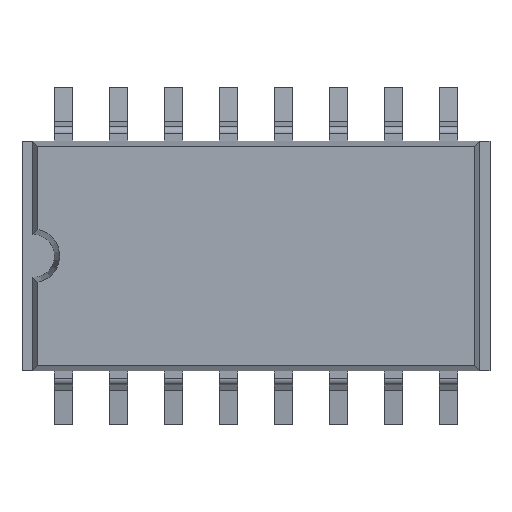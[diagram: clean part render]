
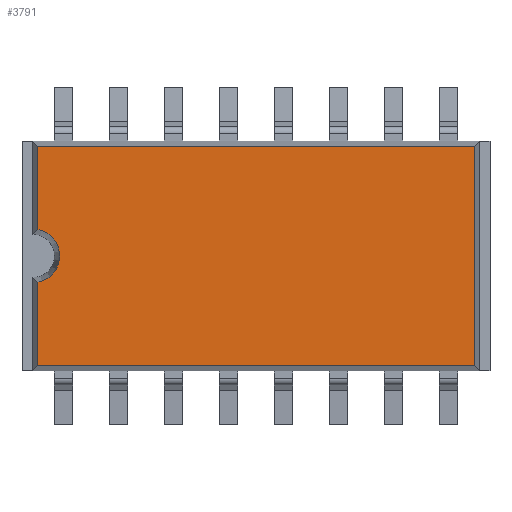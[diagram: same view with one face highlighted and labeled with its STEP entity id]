
A CAD part, top view. The second image highlights one B-rep face of the part: STEP entity #3791.
In plain terms, the highlighted planar face has unit normal (0, 0, 1).
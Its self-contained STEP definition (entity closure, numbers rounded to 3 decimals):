
#115=CIRCLE('',#4093,0.619);
#346=FACE_OUTER_BOUND('',#558,.T.);
#558=EDGE_LOOP('',(#3354,#3355,#3356,#3357,#3358,#3359));
#989=LINE('',#6139,#1447);
#991=LINE('',#6143,#1449);
#1014=LINE('',#6190,#1472);
#1015=LINE('',#6192,#1473);
#1016=LINE('',#6193,#1474);
#1447=VECTOR('',#5052,1000.);
#1449=VECTOR('',#5056,1000.);
#1472=VECTOR('',#5087,1000.);
#1473=VECTOR('',#5088,1000.);
#1474=VECTOR('',#5089,1000.);
#1810=VERTEX_POINT('',#6126);
#1811=VERTEX_POINT('',#6130);
#1813=VERTEX_POINT('',#6138);
#1814=VERTEX_POINT('',#6142);
#1834=VERTEX_POINT('',#6189);
#1835=VERTEX_POINT('',#6191);
#2318=EDGE_CURVE('',#1811,#1810,#115,.T.);
#2321=EDGE_CURVE('',#1813,#1811,#989,.T.);
#2323=EDGE_CURVE('',#1810,#1814,#991,.T.);
#2346=EDGE_CURVE('',#1814,#1834,#1014,.T.);
#2347=EDGE_CURVE('',#1834,#1835,#1015,.T.);
#2348=EDGE_CURVE('',#1835,#1813,#1016,.T.);
#3354=ORIENTED_EDGE('',*,*,#2321,.T.);
#3355=ORIENTED_EDGE('',*,*,#2318,.T.);
#3356=ORIENTED_EDGE('',*,*,#2323,.T.);
#3357=ORIENTED_EDGE('',*,*,#2346,.T.);
#3358=ORIENTED_EDGE('',*,*,#2347,.T.);
#3359=ORIENTED_EDGE('',*,*,#2348,.T.);
#3579=PLANE('',#4099);
#3791=ADVANCED_FACE('',(#346),#3579,.F.);
#4093=AXIS2_PLACEMENT_3D('',#6131,#5047,#5048);
#4099=AXIS2_PLACEMENT_3D('',#6188,#5085,#5086);
#5047=DIRECTION('center_axis',(0.,0.,-1.));
#5048=DIRECTION('ref_axis',(0.,1.,0.));
#5052=DIRECTION('',(0.,-1.,0.));
#5056=DIRECTION('',(0.,-1.,0.));
#5085=DIRECTION('center_axis',(0.,0.,-1.));
#5086=DIRECTION('ref_axis',(0.,1.,0.));
#5087=DIRECTION('',(1.,0.,0.));
#5088=DIRECTION('',(0.,1.,0.));
#5089=DIRECTION('',(-1.,0.,0.));
#6126=CARTESIAN_POINT('',(-5.031,-0.607,1.6));
#6130=CARTESIAN_POINT('',(-5.031,0.607,1.6));
#6131=CARTESIAN_POINT('Origin',(-5.15,0.,1.6));
#6138=CARTESIAN_POINT('',(-5.031,2.531,1.6));
#6139=CARTESIAN_POINT('',(-5.031,2.65,1.6));
#6142=CARTESIAN_POINT('',(-5.031,-2.531,1.6));
#6143=CARTESIAN_POINT('',(-5.031,2.65,1.6));
#6188=CARTESIAN_POINT('Origin',(5.15,2.65,1.6));
#6189=CARTESIAN_POINT('',(5.031,-2.531,1.6));
#6190=CARTESIAN_POINT('',(5.15,-2.531,1.6));
#6191=CARTESIAN_POINT('',(5.031,2.531,1.6));
#6192=CARTESIAN_POINT('',(5.031,2.65,1.6));
#6193=CARTESIAN_POINT('',(5.15,2.531,1.6));
